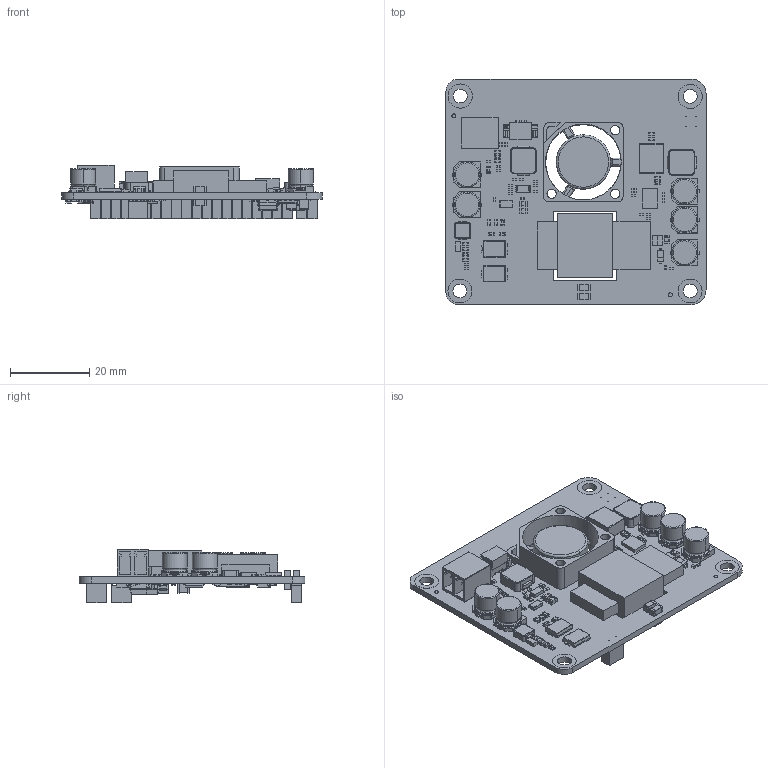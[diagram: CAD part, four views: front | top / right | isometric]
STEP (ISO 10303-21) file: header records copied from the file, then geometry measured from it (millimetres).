
FILE_DESCRIPTION((''),'2;1');
FILE_NAME('2','2024-11-27T14:55:52',('admin'),(''),'CREO PARAMETRIC BY PTC INC, 2024273','CREO PARAMETRIC BY PTC INC, 2024273','');
FILE_SCHEMA(('CONFIG_CONTROL_DESIGN','SHAPE_APPEARANCE_LAYERS_GROUPS'));
Products named in the file (1): 2
Bounding box: 65.51 x 56.86 x 13.6 mm (x, y, z)
Volume: 12017 mm3; surface area: 17032.9 mm2
Topology: 196 solids, 197 shells, 6177 faces, 14836 edges, 8612 vertices
Faces by surface type: plane 3524, cylinder 1966, sphere 497, torus 132, bspline 34, cone 18, extrusion 6
Entity records: 174508 total; most frequent: CARTESIAN_POINT 31617, DIRECTION 29997, ORIENTED_EDGE 28694, EDGE_CURVE 14347, VECTOR 10261, LINE 10255, AXIS2_PLACEMENT_3D 9868, VERTEX_POINT 8612
